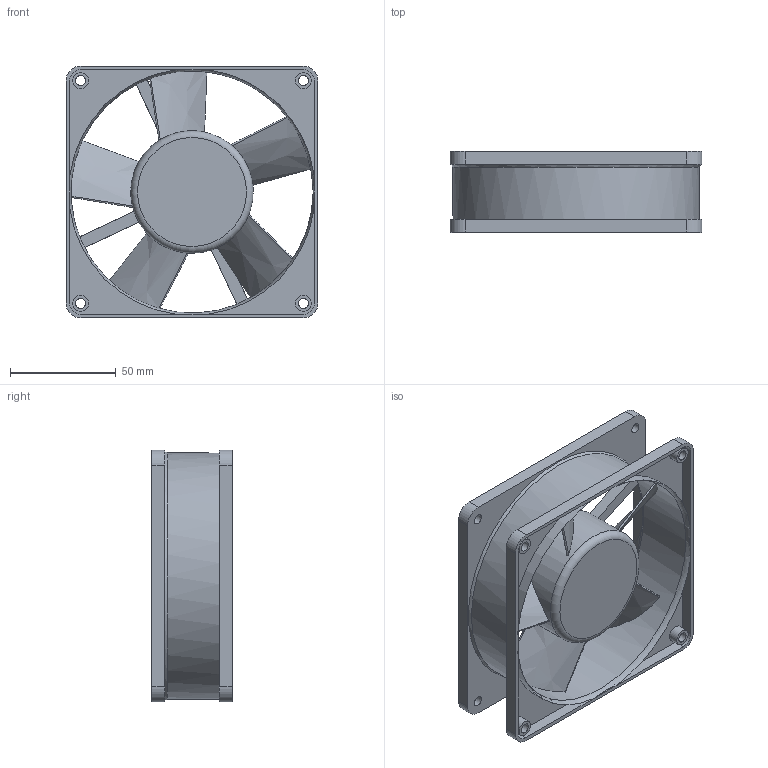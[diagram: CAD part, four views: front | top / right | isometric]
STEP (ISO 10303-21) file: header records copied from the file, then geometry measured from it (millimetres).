
FILE_DESCRIPTION(/* description */ (''),/* implementation_level */ '2;1');
FILE_NAME(/* name */ 'ELEC_FanLarge_4212.iam.step',/* time_stamp */ '2014-01-01T17:43:00-08:00',/* author */ ('Administrator'),/* organization */ (''),/* preprocessor_version */ 'ST-DEVELOPER v15.2',/* originating_system */ 'Autodesk Inventor 2014',/* authorisation */ '');
FILE_SCHEMA (('CONFIG_CONTROL_DESIGN','AUTOMOTIVE_DESIGN { 1 0 10303 214 3 1 1 }'));
Length unit declared in the file: inch
Products named in the file (3): Fan Housing; fan; ELEC_FanLarge_4212
Bounding box: 118.87 x 38.1 x 118.87 mm (x, y, z)
Volume: 69939.7 mm3; surface area: 82914.8 mm2
Topology: 2 solids, 2 shells, 191 faces, 500 edges, 330 vertices
Faces by surface type: plane 93, cylinder 62, bspline 20, cone 13, torus 3
Full cylindrical faces by diameter (mm): 4.75 x8, 7.62 x8, 55.245 x1, 55.88 x1, 57.785 x1, 114.3 x1, 116.332 x1
Entity records: 6605 total; most frequent: CARTESIAN_POINT 2133, ORIENTED_EDGE 918, DIRECTION 870, EDGE_CURVE 459, AXIS2_PLACEMENT_3D 335, VERTEX_POINT 315, EDGE_LOOP 258, LINE 200
